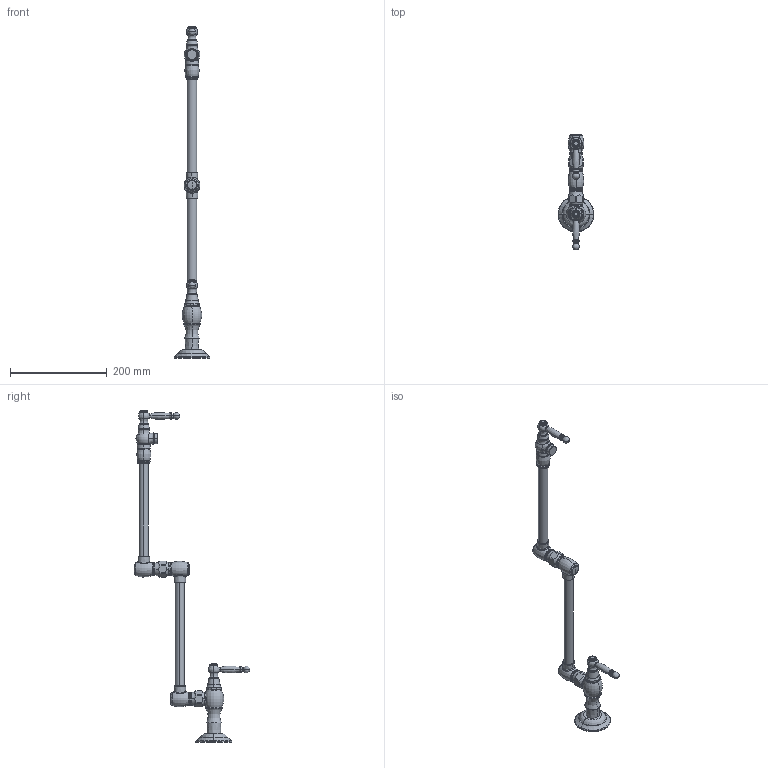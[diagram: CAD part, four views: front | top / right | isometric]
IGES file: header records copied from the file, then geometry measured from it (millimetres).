
Start section:  PTC IGES file: 9482.igs
Global section: file name: 9482.igs; native system: Creo Parametric by PTC Inc.; preprocessor: 2018400; author: jinson.thomas; organization: Unknown; date: 20201201.095112; units: inch
Bounding box: 74.17 x 239.59 x 686.82 mm (x, y, z)
Volume: 476335.2 mm3; surface area: 86922.1 mm2
Topology: 1 solids, 3 shells, 302 faces, 661 edges, 388 vertices
Faces by surface type: revolution 231, bspline 71
